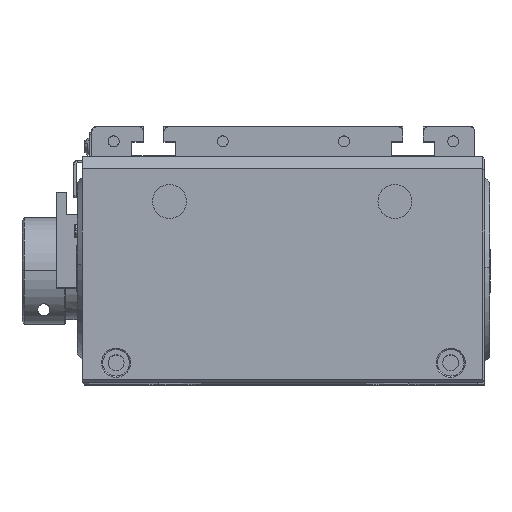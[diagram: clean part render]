
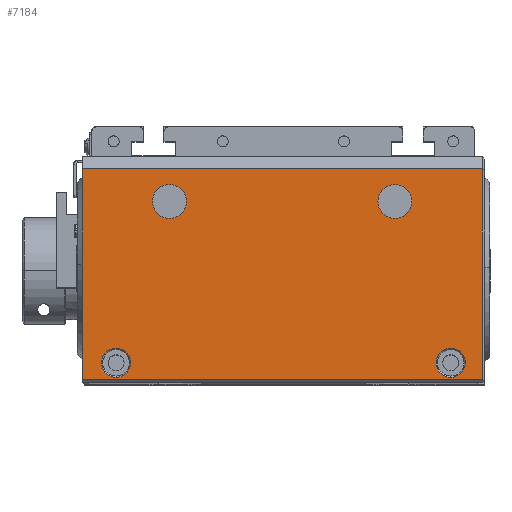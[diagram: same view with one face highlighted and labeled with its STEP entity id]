
A CAD part, top view. The second image highlights one B-rep face of the part: STEP entity #7184.
In plain terms, the highlighted face is planar.
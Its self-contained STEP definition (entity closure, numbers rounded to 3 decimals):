
#249 = EDGE_CURVE ( 'NONE', #26349, #4026, #15075, .T. ) ;
#640 = ORIENTED_EDGE ( 'NONE', *, *, #1861, .F. ) ;
#1030 = LINE ( 'NONE', #28085, #32282 ) ;
#1119 = DIRECTION ( 'NONE',  ( -1., 0., 0. ) ) ;
#1289 = DIRECTION ( 'NONE',  ( 0., 0., 1. ) ) ;
#1735 = EDGE_CURVE ( 'NONE', #2505, #20865, #11314, .T. ) ;
#1861 = EDGE_CURVE ( 'NONE', #23023, #2797, #8081, .T. ) ;
#2114 = CARTESIAN_POINT ( 'NONE',  ( -82., 1., -90. ) ) ;
#2505 = VERTEX_POINT ( 'NONE', #14989 ) ;
#2541 = ORIENTED_EDGE ( 'NONE', *, *, #28487, .F. ) ;
#2797 = VERTEX_POINT ( 'NONE', #19735 ) ;
#3027 = ORIENTED_EDGE ( 'NONE', *, *, #29803, .F. ) ;
#3479 = CARTESIAN_POINT ( 'NONE',  ( -46., 74.5, -90. ) ) ;
#4026 = VERTEX_POINT ( 'NONE', #29267 ) ;
#4261 = DIRECTION ( 'NONE',  ( 0., 0., -1. ) ) ;
#4792 = DIRECTION ( 'NONE',  ( 0., 0., -1. ) ) ;
#5464 = CIRCLE ( 'NONE', #7551, 7. ) ;
#5559 = EDGE_LOOP ( 'NONE', ( #14586, #37875 ) ) ;
#7184 = ADVANCED_FACE ( 'NONE', ( #27437, #17324, #19622, #29254, #18254 ), #30105, .T. ) ;
#7551 = AXIS2_PLACEMENT_3D ( 'NONE', #19069, #4261, #33677 ) ;
#8081 = CIRCLE ( 'NONE', #30884, 7. ) ;
#8265 = ORIENTED_EDGE ( 'NONE', *, *, #1735, .T. ) ;
#8524 = ORIENTED_EDGE ( 'NONE', *, *, #20230, .F. ) ;
#9185 = AXIS2_PLACEMENT_3D ( 'NONE', #23421, #11481, #31977 ) ;
#9572 = CARTESIAN_POINT ( 'NONE',  ( -75., 8., -90. ) ) ;
#10465 = CARTESIAN_POINT ( 'NONE',  ( 69., 8., -90. ) ) ;
#10469 = DIRECTION ( 'NONE',  ( 0., 0., 1. ) ) ;
#10853 = EDGE_CURVE ( 'NONE', #22927, #17196, #16726, .T. ) ;
#11314 = LINE ( 'NONE', #25763, #26907 ) ;
#11481 = DIRECTION ( 'NONE',  ( 0., 0., 1. ) ) ;
#11541 = CARTESIAN_POINT ( 'NONE',  ( -63., 8., -90. ) ) ;
#11937 = EDGE_LOOP ( 'NONE', ( #640, #3027 ) ) ;
#12364 = CARTESIAN_POINT ( 'NONE',  ( -53., 74.5, -90. ) ) ;
#13027 = EDGE_CURVE ( 'NONE', #27459, #29556, #31086, .T. ) ;
#13306 = CIRCLE ( 'NONE', #16448, 7. ) ;
#13317 = ORIENTED_EDGE ( 'NONE', *, *, #17343, .T. ) ;
#13409 = AXIS2_PLACEMENT_3D ( 'NONE', #19211, #30490, #33822 ) ;
#14022 = EDGE_LOOP ( 'NONE', ( #13317, #26201 ) ) ;
#14194 = AXIS2_PLACEMENT_3D ( 'NONE', #28050, #10469, #16106 ) ;
#14586 = ORIENTED_EDGE ( 'NONE', *, *, #19555, .T. ) ;
#14645 = ORIENTED_EDGE ( 'NONE', *, *, #34880, .T. ) ;
#14989 = CARTESIAN_POINT ( 'NONE',  ( -82., 88., -90. ) ) ;
#15075 = CIRCLE ( 'NONE', #30367, 7. ) ;
#16106 = DIRECTION ( 'NONE',  ( -1., 0., 0. ) ) ;
#16448 = AXIS2_PLACEMENT_3D ( 'NONE', #3479, #18168, #32906 ) ;
#16656 = DIRECTION ( 'NONE',  ( -1., 0., 0. ) ) ;
#16726 = CIRCLE ( 'NONE', #9185, 6. ) ;
#16801 = DIRECTION ( 'NONE',  ( 0., 1., 0. ) ) ;
#17044 = CARTESIAN_POINT ( 'NONE',  ( -82., 0., -90. ) ) ;
#17196 = VERTEX_POINT ( 'NONE', #27413 ) ;
#17324 = FACE_BOUND ( 'NONE', #11937, .T. ) ;
#17343 = EDGE_CURVE ( 'NONE', #29556, #27459, #21308, .T. ) ;
#18168 = DIRECTION ( 'NONE',  ( 0., 0., -1. ) ) ;
#18254 = FACE_OUTER_BOUND ( 'NONE', #33166, .T. ) ;
#18494 = CARTESIAN_POINT ( 'NONE',  ( -46., 74.5, -90. ) ) ;
#18876 = ORIENTED_EDGE ( 'NONE', *, *, #31989, .T. ) ;
#19069 = CARTESIAN_POINT ( 'NONE',  ( 47., 74.5, -90. ) ) ;
#19211 = CARTESIAN_POINT ( 'NONE',  ( -69., 8., -90. ) ) ;
#19555 = EDGE_CURVE ( 'NONE', #17196, #22927, #37196, .T. ) ;
#19622 = FACE_BOUND ( 'NONE', #14022, .T. ) ;
#19735 = CARTESIAN_POINT ( 'NONE',  ( 54., 74.5, -90. ) ) ;
#20230 = EDGE_CURVE ( 'NONE', #4026, #26349, #13306, .T. ) ;
#20611 = CARTESIAN_POINT ( 'NONE',  ( 40., 74.5, -90. ) ) ;
#20865 = VERTEX_POINT ( 'NONE', #27891 ) ;
#21308 = CIRCLE ( 'NONE', #14194, 6. ) ;
#21551 = VERTEX_POINT ( 'NONE', #2114 ) ;
#22275 = DIRECTION ( 'NONE',  ( -1., 0., 0. ) ) ;
#22927 = VERTEX_POINT ( 'NONE', #28705 ) ;
#23023 = VERTEX_POINT ( 'NONE', #20611 ) ;
#23421 = CARTESIAN_POINT ( 'NONE',  ( 69., 8., -90. ) ) ;
#25133 = LINE ( 'NONE', #37863, #27417 ) ;
#25642 = CARTESIAN_POINT ( 'NONE',  ( 47., 74.5, -90. ) ) ;
#25763 = CARTESIAN_POINT ( 'NONE',  ( -83., 88., -90. ) ) ;
#26201 = ORIENTED_EDGE ( 'NONE', *, *, #13027, .T. ) ;
#26349 = VERTEX_POINT ( 'NONE', #12364 ) ;
#26907 = VECTOR ( 'NONE', #34096, 1000. ) ;
#27186 = DIRECTION ( 'NONE',  ( -1., 0., 0. ) ) ;
#27413 = CARTESIAN_POINT ( 'NONE',  ( 63., 8., -90. ) ) ;
#27417 = VECTOR ( 'NONE', #34933, 1000. ) ;
#27437 = FACE_BOUND ( 'NONE', #28431, .T. ) ;
#27459 = VERTEX_POINT ( 'NONE', #11541 ) ;
#27891 = CARTESIAN_POINT ( 'NONE',  ( 83., 88., -90. ) ) ;
#28050 = CARTESIAN_POINT ( 'NONE',  ( -69., 8., -90. ) ) ;
#28085 = CARTESIAN_POINT ( 'NONE',  ( -83., 1., -90. ) ) ;
#28431 = EDGE_LOOP ( 'NONE', ( #34030, #8524 ) ) ;
#28487 = EDGE_CURVE ( 'NONE', #29281, #20865, #25133, .T. ) ;
#28536 = CARTESIAN_POINT ( 'NONE',  ( 83., 1., -90. ) ) ;
#28705 = CARTESIAN_POINT ( 'NONE',  ( 75., 8., -90. ) ) ;
#28766 = VECTOR ( 'NONE', #16801, 1000. ) ;
#28767 = AXIS2_PLACEMENT_3D ( 'NONE', #33182, #36125, #27186 ) ;
#29254 = FACE_BOUND ( 'NONE', #5559, .T. ) ;
#29267 = CARTESIAN_POINT ( 'NONE',  ( -39., 74.5, -90. ) ) ;
#29281 = VERTEX_POINT ( 'NONE', #28536 ) ;
#29556 = VERTEX_POINT ( 'NONE', #9572 ) ;
#29803 = EDGE_CURVE ( 'NONE', #2797, #23023, #5464, .T. ) ;
#30105 = PLANE ( 'NONE',  #28767 ) ;
#30367 = AXIS2_PLACEMENT_3D ( 'NONE', #18494, #36567, #1119 ) ;
#30490 = DIRECTION ( 'NONE',  ( 0., 0., 1. ) ) ;
#30884 = AXIS2_PLACEMENT_3D ( 'NONE', #25642, #4792, #16656 ) ;
#31086 = CIRCLE ( 'NONE', #13409, 6. ) ;
#31977 = DIRECTION ( 'NONE',  ( -1., 0., 0. ) ) ;
#31989 = EDGE_CURVE ( 'NONE', #21551, #2505, #33347, .T. ) ;
#32282 = VECTOR ( 'NONE', #36534, 1000. ) ;
#32906 = DIRECTION ( 'NONE',  ( -1., 0., 0. ) ) ;
#33166 = EDGE_LOOP ( 'NONE', ( #2541, #14645, #18876, #8265 ) ) ;
#33182 = CARTESIAN_POINT ( 'NONE',  ( -83., 0., -90. ) ) ;
#33347 = LINE ( 'NONE', #17044, #28766 ) ;
#33677 = DIRECTION ( 'NONE',  ( -1., 0., 0. ) ) ;
#33822 = DIRECTION ( 'NONE',  ( -1., 0., 0. ) ) ;
#34030 = ORIENTED_EDGE ( 'NONE', *, *, #249, .F. ) ;
#34096 = DIRECTION ( 'NONE',  ( 1., 0., 0. ) ) ;
#34880 = EDGE_CURVE ( 'NONE', #29281, #21551, #1030, .T. ) ;
#34933 = DIRECTION ( 'NONE',  ( 0., 1., 0. ) ) ;
#36125 = DIRECTION ( 'NONE',  ( 0., 0., -1. ) ) ;
#36534 = DIRECTION ( 'NONE',  ( -1., 0., 0. ) ) ;
#36567 = DIRECTION ( 'NONE',  ( 0., 0., -1. ) ) ;
#37196 = CIRCLE ( 'NONE', #37352, 6. ) ;
#37352 = AXIS2_PLACEMENT_3D ( 'NONE', #10465, #1289, #22275 ) ;
#37863 = CARTESIAN_POINT ( 'NONE',  ( 83., 0., -90. ) ) ;
#37875 = ORIENTED_EDGE ( 'NONE', *, *, #10853, .T. ) ;
